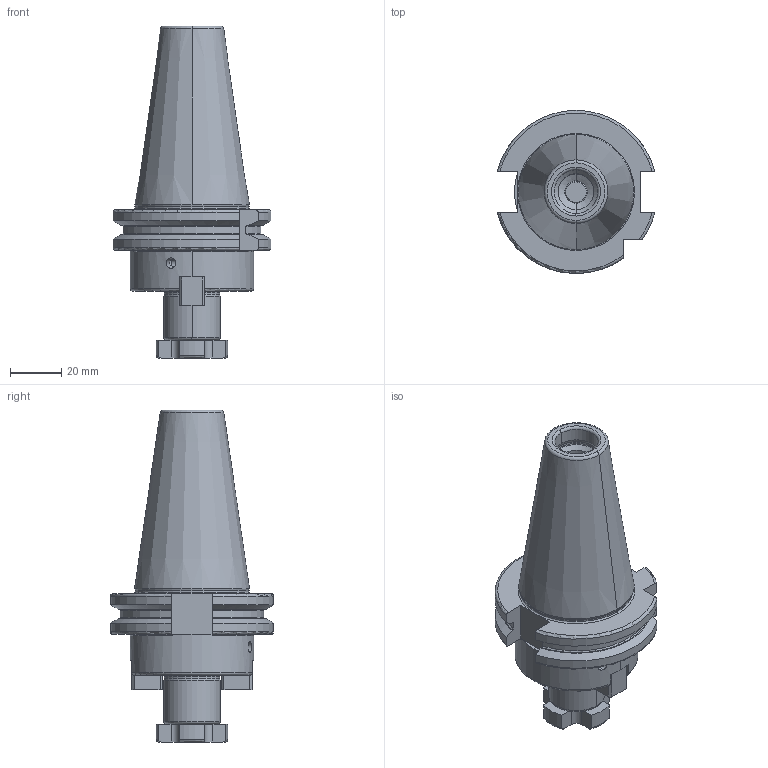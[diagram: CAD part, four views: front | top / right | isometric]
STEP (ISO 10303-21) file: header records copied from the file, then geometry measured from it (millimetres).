
FILE_DESCRIPTION((''),'2;1');
FILE_NAME('402_11_22','2020-09-01T',('104091'),(''),'CREO PARAMETRIC BY PTC INC, 2016260','CREO PARAMETRIC BY PTC INC, 2016260','');
FILE_SCHEMA(('CONFIG_CONTROL_DESIGN'));
Length unit declared in the file: millimetre
Products named in the file (1): 402_11_22
Bounding box: 61.48 x 63.54 x 129.4 mm (x, y, z)
Volume: 138391.8 mm3; surface area: 28610.2 mm2
Topology: 1 solids, 5 shells, 259 faces, 651 edges, 401 vertices
Faces by surface type: plane 93, cylinder 79, cone 44, torus 43
Entity records: 8311 total; most frequent: CARTESIAN_POINT 2036, DIRECTION 1344, ORIENTED_EDGE 1290, EDGE_CURVE 645, AXIS2_PLACEMENT_3D 518, VERTEX_POINT 401, VECTOR 308, LINE 308
